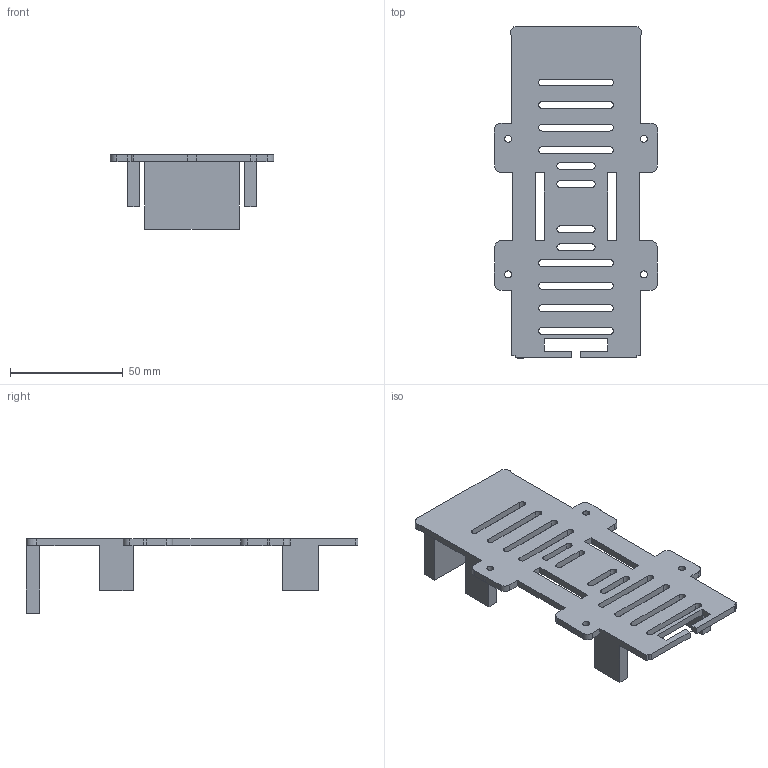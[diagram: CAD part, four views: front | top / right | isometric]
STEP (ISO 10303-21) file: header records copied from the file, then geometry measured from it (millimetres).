
FILE_DESCRIPTION(/* description */ (''),/* implementation_level */ '2;1');
FILE_NAME(/* name */ '',/* time_stamp */ '2025-07-08T12:54:20+08:00',/* author */ (''),/* organization */ (''),/* preprocessor_version */ 'ST-DEVELOPER v20.1',/* originating_system */ 'Autodesk Translation Framework v14.10.0.0',/* authorisation */ '');
FILE_SCHEMA (('AUTOMOTIVE_DESIGN { 1 0 10303 214 3 1 1 }'));
Length unit declared in the file: millimetre
Products named in the file (3): 电池盒子; 电池盒子_1; 零部件3
Assembly tree (2 placements, depth 3):
  电池盒子
    电池盒子_1
      零部件3
Bounding box: 72.5 x 147 x 33 mm (x, y, z)
Volume: 36496.8 mm3; surface area: 25528.7 mm2
Topology: 1 solids, 1 shells, 132 faces, 390 edges, 260 vertices
Faces by surface type: plane 88, cylinder 44
Full cylindrical faces by diameter (mm): 3.1 x4
Entity records: 4554 total; most frequent: CARTESIAN_POINT 787, ORIENTED_EDGE 780, DIRECTION 752, EDGE_CURVE 390, LINE 302, VECTOR 302, VERTEX_POINT 260, AXIS2_PLACEMENT_3D 225
